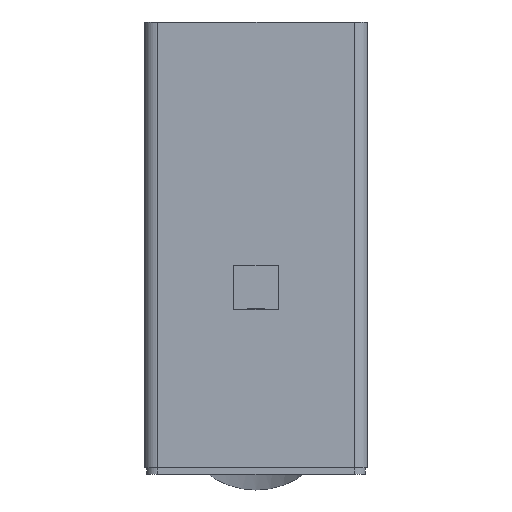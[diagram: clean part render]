
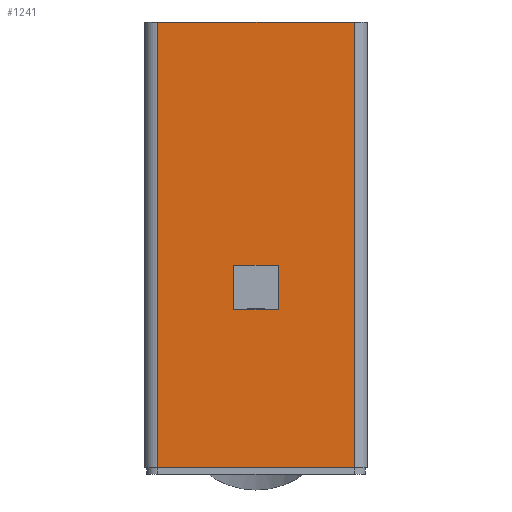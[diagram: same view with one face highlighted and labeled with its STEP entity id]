
A CAD part, front view. The second image highlights one B-rep face of the part: STEP entity #1241.
In plain terms, the highlighted planar face has unit normal (0, -1, 0).
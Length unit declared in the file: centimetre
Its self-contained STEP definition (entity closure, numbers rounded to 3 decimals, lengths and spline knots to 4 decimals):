
#82=FACE_BOUND('',#226,.T.);
#157=FACE_OUTER_BOUND('',#225,.T.);
#225=EDGE_LOOP('',(#956,#957,#958,#959));
#226=EDGE_LOOP('',(#960,#961,#962,#963));
#295=LINE('',#1845,#416);
#302=LINE('',#1875,#423);
#309=LINE('',#1901,#430);
#315=LINE('',#1913,#436);
#317=LINE('',#1916,#438);
#318=LINE('',#1918,#439);
#347=LINE('',#1975,#468);
#349=LINE('',#1978,#470);
#416=VECTOR('',#1467,1.);
#423=VECTOR('',#1492,1.);
#430=VECTOR('',#1513,1.);
#436=VECTOR('',#1521,1.);
#438=VECTOR('',#1525,1.);
#439=VECTOR('',#1528,1.);
#468=VECTOR('',#1581,1.);
#470=VECTOR('',#1585,1.);
#535=VERTEX_POINT('',#1842);
#536=VERTEX_POINT('',#1844);
#549=VERTEX_POINT('',#1872);
#550=VERTEX_POINT('',#1874);
#560=VERTEX_POINT('',#1897);
#562=VERTEX_POINT('',#1900);
#565=VERTEX_POINT('',#1907);
#567=VERTEX_POINT('',#1911);
#663=EDGE_CURVE('',#536,#535,#295,.T.);
#678=EDGE_CURVE('',#549,#550,#302,.T.);
#691=EDGE_CURVE('',#562,#560,#309,.T.);
#697=EDGE_CURVE('',#565,#567,#315,.T.);
#699=EDGE_CURVE('',#567,#562,#317,.T.);
#700=EDGE_CURVE('',#560,#565,#318,.T.);
#729=EDGE_CURVE('',#536,#549,#347,.T.);
#731=EDGE_CURVE('',#550,#535,#349,.T.);
#956=ORIENTED_EDGE('',*,*,#663,.T.);
#957=ORIENTED_EDGE('',*,*,#731,.F.);
#958=ORIENTED_EDGE('',*,*,#678,.F.);
#959=ORIENTED_EDGE('',*,*,#729,.F.);
#960=ORIENTED_EDGE('',*,*,#697,.T.);
#961=ORIENTED_EDGE('',*,*,#699,.T.);
#962=ORIENTED_EDGE('',*,*,#691,.T.);
#963=ORIENTED_EDGE('',*,*,#700,.T.);
#1194=PLANE('',#1330);
#1241=ADVANCED_FACE('',(#157,#82),#1194,.F.);
#1330=AXIS2_PLACEMENT_3D('',#1977,#1583,#1584);
#1467=DIRECTION('',(1.,0.,0.));
#1492=DIRECTION('',(1.,0.,0.));
#1513=DIRECTION('',(1.,0.,0.));
#1521=DIRECTION('',(-1.,0.,0.));
#1525=DIRECTION('',(0.,0.,1.));
#1528=DIRECTION('',(0.,0.,-1.));
#1581=DIRECTION('',(0.,0.,1.));
#1583=DIRECTION('center_axis',(0.,1.,0.));
#1584=DIRECTION('ref_axis',(0.,0.,-1.));
#1585=DIRECTION('',(0.,0.,-1.));
#1842=CARTESIAN_POINT('',(44.,-50.,0.));
#1844=CARTESIAN_POINT('',(-44.,-50.,0.));
#1845=CARTESIAN_POINT('',(-22.,-50.,0.));
#1872=CARTESIAN_POINT('',(-44.,-50.,200.));
#1874=CARTESIAN_POINT('',(44.,-50.,200.));
#1875=CARTESIAN_POINT('',(-44.,-50.,200.));
#1897=CARTESIAN_POINT('',(10.,-50.,90.8204));
#1900=CARTESIAN_POINT('',(-10.,-50.,90.8204));
#1901=CARTESIAN_POINT('',(0.,-50.,90.8204));
#1907=CARTESIAN_POINT('',(10.,-50.,70.8204));
#1911=CARTESIAN_POINT('',(-10.,-50.,70.8204));
#1913=CARTESIAN_POINT('',(0.,-50.,70.8204));
#1916=CARTESIAN_POINT('',(-10.,-50.,75.9954));
#1918=CARTESIAN_POINT('',(10.,-50.,75.9954));
#1975=CARTESIAN_POINT('',(-44.,-50.,196.1705));
#1977=CARTESIAN_POINT('Origin',(0.,-50.,71.1705));
#1978=CARTESIAN_POINT('',(44.,-50.,71.1705));
